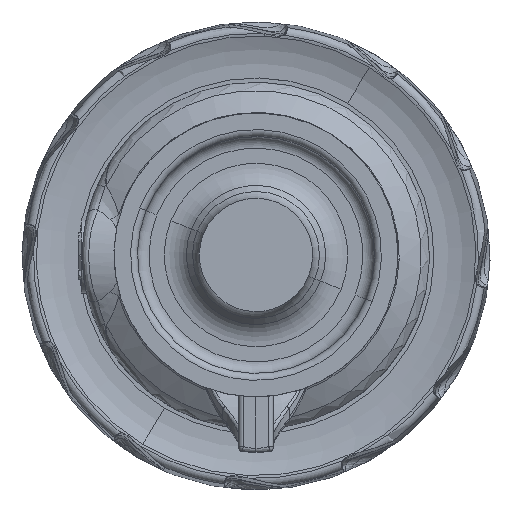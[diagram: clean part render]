
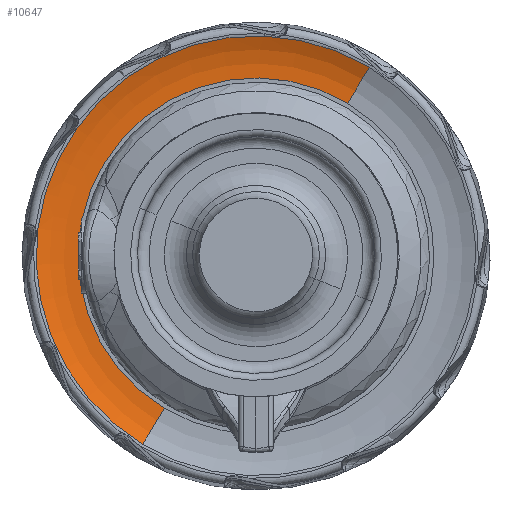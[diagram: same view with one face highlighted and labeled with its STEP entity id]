
A CAD part, top view. The second image highlights one B-rep face of the part: STEP entity #10647.
In plain terms, the highlighted toroidal (fillet/blend) face has major radius 31.606 mm and minor radius 15.2 mm.
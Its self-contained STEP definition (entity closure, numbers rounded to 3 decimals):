
#2333=CARTESIAN_POINT('',(-16.284,-27.088,
18.114));
#2334=DIRECTION('',(0.857,-0.515,0.));
#2335=DIRECTION('',(-0.217,-0.361,-0.907));
#2336=AXIS2_PLACEMENT_3D('',#2333,#2334,#2335);
#2338=CARTESIAN_POINT('',(16.284,27.088,18.114));
#2339=DIRECTION('',(0.857,-0.515,0.));
#2340=DIRECTION('',(-0.029,-0.048,-0.998));
#2341=AXIS2_PLACEMENT_3D('',#2338,#2339,#2340);
#2343=CARTESIAN_POINT('',(0.,0.,4.325));
#2344=DIRECTION('',(0.,0.,-1.));
#2345=DIRECTION('',(-0.515,-0.857,0.));
#2346=AXIS2_PLACEMENT_3D('',#2343,#2344,#2345);
#2348=CARTESIAN_POINT('',(0.,0.,4.325));
#2349=DIRECTION('',(0.,0.,-1.));
#2350=DIRECTION('',(0.037,0.999,0.));
#2351=AXIS2_PLACEMENT_3D('',#2348,#2349,#2350);
#2358=CARTESIAN_POINT('',(0.,0.,2.939));
#2359=DIRECTION('',(0.,0.,-1.));
#2360=DIRECTION('',(-0.515,-0.857,0.));
#2361=AXIS2_PLACEMENT_3D('',#2358,#2359,#2360);
#7372=CARTESIAN_POINT('',(-15.843,-26.355,
2.939));
#7373=CARTESIAN_POINT('',(15.843,26.355,2.939));
#7374=VERTEX_POINT('',#7372);
#7375=VERTEX_POINT('',#7373);
#7376=CARTESIAN_POINT('',(-19.579,-32.57,
4.325));
#7377=VERTEX_POINT('',#7376);
#7378=CARTESIAN_POINT('',(19.579,32.57,4.325));
#7379=VERTEX_POINT('',#7378);
#7585=CARTESIAN_POINT('',(1.41,37.975,4.325));
#7586=VERTEX_POINT('',#7585);
#10634=CARTESIAN_POINT('',(0.,0.,18.114));
#10635=DIRECTION('',(0.,0.,-1.));
#10636=DIRECTION('',(-0.857,0.515,0.));
#10637=AXIS2_PLACEMENT_3D('',#10634,#10635,#10636);
#10638=TOROIDAL_SURFACE('',#10637,31.606,15.2);
#10639=ORIENTED_EDGE('',*,*,#8120,.T.);
#10640=ORIENTED_EDGE('',*,*,#8379,.T.);
#10641=ORIENTED_EDGE('',*,*,#10629,.F.);
#10643=ORIENTED_EDGE('',*,*,#10642,.F.);
#10644=ORIENTED_EDGE('',*,*,#10625,.F.);
#10645=EDGE_LOOP('',(#10639,#10640,#10641,#10643,#10644));
#10646=FACE_OUTER_BOUND('',#10645,.F.);
#10647=ADVANCED_FACE('',(#10646),#10638,.F.);
#2337=CIRCLE('',#2336,15.2);
#2342=CIRCLE('',#2341,15.2);
#2347=CIRCLE('',#2346,38.001);
#2352=CIRCLE('',#2351,38.001);
#2362=CIRCLE('',#2361,30.75);
#8120=EDGE_CURVE('',#7377,#7586,#2347,.T.);
#8379=EDGE_CURVE('',#7586,#7379,#2352,.T.);
#10625=EDGE_CURVE('',#7377,#7374,#2337,.T.);
#10629=EDGE_CURVE('',#7375,#7379,#2342,.T.);
#10642=EDGE_CURVE('',#7374,#7375,#2362,.T.);
